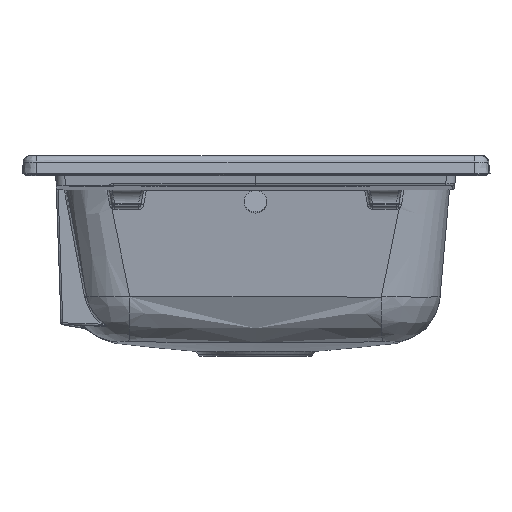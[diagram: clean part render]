
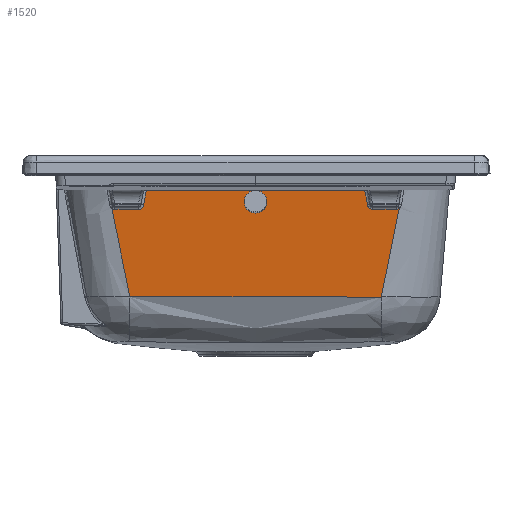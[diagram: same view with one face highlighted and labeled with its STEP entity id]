
A CAD part, left-side view. The second image highlights one B-rep face of the part: STEP entity #1520.
In plain terms, the highlighted planar face has unit normal (-0.996, 0, -0.087).
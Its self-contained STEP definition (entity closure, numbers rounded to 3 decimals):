
#82=FACE_BOUND('',#2502,.T.);
#83=FACE_BOUND('',#2503,.T.);
#418=PLANE('',#7165);
#722=CIRCLE('',#7092,12.5);
#905=LINE('',#25580,#1073);
#906=LINE('',#25582,#1074);
#907=LINE('',#25584,#1075);
#908=LINE('',#25588,#1076);
#909=LINE('',#25616,#1077);
#1073=VECTOR('',#7951,1.);
#1074=VECTOR('',#7952,1.);
#1075=VECTOR('',#7955,1.);
#1076=VECTOR('',#7958,1.);
#1077=VECTOR('',#7963,1.);
#1520=ADVANCED_FACE('',(#82,#83),#418,.T.);
#2502=EDGE_LOOP('',(#4332,#4333,#4334,#4335,#4336,#4337,#4338,#4339,#4340,
#4341,#4342,#4343,#4344,#4345,#4346,#4347));
#2503=EDGE_LOOP('',(#4348));
#4332=ORIENTED_EDGE('',*,*,#5242,.T.);
#4333=ORIENTED_EDGE('',*,*,#6009,.T.);
#4334=ORIENTED_EDGE('',*,*,#6011,.T.);
#4335=ORIENTED_EDGE('',*,*,#6013,.T.);
#4336=ORIENTED_EDGE('',*,*,#6014,.T.);
#4337=ORIENTED_EDGE('',*,*,#5999,.T.);
#4338=ORIENTED_EDGE('',*,*,#6151,.F.);
#4339=ORIENTED_EDGE('',*,*,#6152,.F.);
#4340=ORIENTED_EDGE('',*,*,#6153,.F.);
#4341=ORIENTED_EDGE('',*,*,#6138,.T.);
#4342=ORIENTED_EDGE('',*,*,#6137,.T.);
#4343=ORIENTED_EDGE('',*,*,#6002,.T.);
#4344=ORIENTED_EDGE('',*,*,#6004,.T.);
#4345=ORIENTED_EDGE('',*,*,#6006,.T.);
#4346=ORIENTED_EDGE('',*,*,#6008,.T.);
#4347=ORIENTED_EDGE('',*,*,#6007,.T.);
#4348=ORIENTED_EDGE('',*,*,#6015,.T.);
#4651=VERTEX_POINT('',#9310);
#4652=VERTEX_POINT('',#9315);
#5076=VERTEX_POINT('',#25340);
#5086=VERTEX_POINT('',#25510);
#5087=VERTEX_POINT('',#25515);
#5088=VERTEX_POINT('',#25530);
#5089=VERTEX_POINT('',#25548);
#5090=VERTEX_POINT('',#25555);
#5091=VERTEX_POINT('',#25581);
#5092=VERTEX_POINT('',#25585);
#5093=VERTEX_POINT('',#25587);
#5094=VERTEX_POINT('',#25591);
#5095=VERTEX_POINT('',#25619);
#5163=VERTEX_POINT('',#26873);
#5164=VERTEX_POINT('',#26882);
#5170=VERTEX_POINT('',#27092);
#5171=VERTEX_POINT('',#27097);
#5242=EDGE_CURVE('',#4652,#4651,#6270,.T.);
#5999=EDGE_CURVE('',#5087,#5086,#6655,.T.);
#6002=EDGE_CURVE('',#5076,#5088,#6656,.T.);
#6004=EDGE_CURVE('',#5088,#5089,#6657,.T.);
#6006=EDGE_CURVE('',#5089,#5090,#6658,.T.);
#6007=EDGE_CURVE('',#5091,#4652,#905,.T.);
#6008=EDGE_CURVE('',#5090,#5091,#906,.T.);
#6009=EDGE_CURVE('',#4651,#5092,#907,.T.);
#6011=EDGE_CURVE('',#5092,#5093,#908,.T.);
#6013=EDGE_CURVE('',#5093,#5094,#6659,.T.);
#6014=EDGE_CURVE('',#5094,#5087,#909,.T.);
#6015=EDGE_CURVE('',#5095,#5095,#722,.T.);
#6137=EDGE_CURVE('',#5163,#5076,#6712,.T.);
#6138=EDGE_CURVE('',#5164,#5163,#6713,.T.);
#6151=EDGE_CURVE('',#5170,#5086,#6722,.T.);
#6152=EDGE_CURVE('',#5171,#5170,#6723,.T.);
#6153=EDGE_CURVE('',#5164,#5171,#6724,.T.);
#6270=B_SPLINE_CURVE_WITH_KNOTS('',3,(#9311,#9312,#9313,#9314),
 .UNSPECIFIED.,.F.,.F.,(4,4),(0.,1.),.UNSPECIFIED.);
#6655=B_SPLINE_CURVE_WITH_KNOTS('',3,(#25511,#25512,#25513,#25514),
 .UNSPECIFIED.,.F.,.F.,(4,4),(0.,1.),.UNSPECIFIED.);
#6656=B_SPLINE_CURVE_WITH_KNOTS('',3,(#25531,#25532,#25533,#25534),
 .UNSPECIFIED.,.F.,.F.,(4,4),(0.,1.),.UNSPECIFIED.);
#6657=B_SPLINE_CURVE_WITH_KNOTS('',3,(#25549,#25550,#25551,#25552),
 .UNSPECIFIED.,.F.,.F.,(4,4),(0.,1.),.UNSPECIFIED.);
#6658=B_SPLINE_CURVE_WITH_KNOTS('',3,(#25556,#25557,#25558,#25559,#25560,
#25561),.UNSPECIFIED.,.F.,.F.,(4,2,4),(0.,0.5,1.),.UNSPECIFIED.);
#6659=B_SPLINE_CURVE_WITH_KNOTS('',3,(#25592,#25593,#25594,#25595,#25596,
#25597),.UNSPECIFIED.,.F.,.F.,(4,2,4),(0.,0.5,1.),
 .UNSPECIFIED.);
#6712=B_SPLINE_CURVE_WITH_KNOTS('',3,(#26865,#26866,#26867,#26868,#26869,
#26870,#26871,#26872),.UNSPECIFIED.,.F.,.F.,(4,2,2,4),(0.,0.448,
0.669,1.),.UNSPECIFIED.);
#6713=B_SPLINE_CURVE_WITH_KNOTS('',3,(#26874,#26875,#26876,#26877,#26878,
#26879,#26880,#26881),.UNSPECIFIED.,.F.,.F.,(4,2,2,4),(0.,0.448,
0.669,1.),.UNSPECIFIED.);
#6722=B_SPLINE_CURVE_WITH_KNOTS('',3,(#27088,#27089,#27090,#27091),
 .UNSPECIFIED.,.F.,.F.,(4,4),(0.,1.),.UNSPECIFIED.);
#6723=B_SPLINE_CURVE_WITH_KNOTS('',3,(#27093,#27094,#27095,#27096),
 .UNSPECIFIED.,.F.,.F.,(4,4),(0.,1.),.UNSPECIFIED.);
#6724=B_SPLINE_CURVE_WITH_KNOTS('',3,(#27098,#27099,#27100,#27101,#27102,
#27103,#27104,#27105,#27106,#27107),.UNSPECIFIED.,.F.,.F.,(4,2,2,2,4),(0.,
0.25,0.5,0.75,1.),.UNSPECIFIED.);
#7092=AXIS2_PLACEMENT_3D('',#25618,#7966,#7967);
#7165=AXIS2_PLACEMENT_3D('',#27108,#8136,#8137);
#7951=DIRECTION('',(-0.086,0.179,0.98));
#7952=DIRECTION('',(-0.086,0.179,0.98));
#7955=DIRECTION('',(0.086,0.179,-0.98));
#7958=DIRECTION('',(0.086,0.179,-0.98));
#7963=DIRECTION('',(0.,1.,0.));
#7966=DIRECTION('',(0.996,0.,0.087));
#7967=DIRECTION('',(-0.087,0.,0.996));
#8136=DIRECTION('',(-0.996,0.,-0.087));
#8137=DIRECTION('',(-0.087,0.,0.996));
#9310=CARTESIAN_POINT('',(-3.759,119.905,-37.661));
#9311=CARTESIAN_POINT('',(-3.759,-119.904,-37.661));
#9312=CARTESIAN_POINT('',(-3.759,-39.968,-37.661));
#9313=CARTESIAN_POINT('',(-3.759,39.968,-37.661));
#9314=CARTESIAN_POINT('',(-3.759,119.904,-37.661));
#9315=CARTESIAN_POINT('',(-3.759,-119.904,-37.661));
#25340=CARTESIAN_POINT('',(-2.015,-157.675,-57.59));
#25510=CARTESIAN_POINT('',(-2.015,157.675,-57.59));
#25511=CARTESIAN_POINT('',(-1.924,154.302,-58.627));
#25512=CARTESIAN_POINT('',(-1.924,155.498,-58.627));
#25513=CARTESIAN_POINT('',(-1.956,156.688,-58.26));
#25514=CARTESIAN_POINT('',(-2.015,157.675,-57.59));
#25515=CARTESIAN_POINT('',(-1.924,154.302,-58.627));
#25530=CARTESIAN_POINT('',(-1.924,-154.302,-58.627));
#25531=CARTESIAN_POINT('',(-2.015,-157.675,-57.59));
#25532=CARTESIAN_POINT('',(-1.956,-156.688,-58.26));
#25533=CARTESIAN_POINT('',(-1.924,-155.491,-58.627));
#25534=CARTESIAN_POINT('',(-1.924,-154.302,-58.627));
#25548=CARTESIAN_POINT('',(-1.924,-128.729,-58.627));
#25549=CARTESIAN_POINT('',(-1.924,-154.302,-58.627));
#25550=CARTESIAN_POINT('',(-1.924,-145.778,-58.627));
#25551=CARTESIAN_POINT('',(-1.924,-137.253,-58.627));
#25552=CARTESIAN_POINT('',(-1.924,-128.729,-58.627));
#25555=CARTESIAN_POINT('',(-2.355,-122.826,-53.702));
#25556=CARTESIAN_POINT('',(-1.924,-128.729,-58.627));
#25557=CARTESIAN_POINT('',(-1.924,-127.337,-58.627));
#25558=CARTESIAN_POINT('',(-1.969,-125.948,-58.121));
#25559=CARTESIAN_POINT('',(-2.124,-123.82,-56.345));
#25560=CARTESIAN_POINT('',(-2.236,-123.075,-55.068));
#25561=CARTESIAN_POINT('',(-2.355,-122.826,-53.702));
#25580=CARTESIAN_POINT('',(-4.718,-117.906,-26.689));
#25581=CARTESIAN_POINT('',(-3.116,-121.242,-45.007));
#25582=CARTESIAN_POINT('',(-11.773,-103.22,53.946));
#25584=CARTESIAN_POINT('',(-3.094,121.287,-45.256));
#25585=CARTESIAN_POINT('',(-3.116,121.242,-45.007));
#25587=CARTESIAN_POINT('',(-2.355,122.826,-53.702));
#25588=CARTESIAN_POINT('',(-5.588,116.095,-16.747));
#25591=CARTESIAN_POINT('',(-1.924,128.729,-58.627));
#25592=CARTESIAN_POINT('',(-2.355,122.826,-53.702));
#25593=CARTESIAN_POINT('',(-2.236,123.075,-55.068));
#25594=CARTESIAN_POINT('',(-2.124,123.815,-56.34));
#25595=CARTESIAN_POINT('',(-1.968,125.948,-58.122));
#25596=CARTESIAN_POINT('',(-1.924,127.336,-58.627));
#25597=CARTESIAN_POINT('',(-1.924,128.729,-58.627));
#25616=CARTESIAN_POINT('',(-1.924,141.516,-58.627));
#25618=CARTESIAN_POINT('',(-2.66,0.,-50.216));
#25619=CARTESIAN_POINT('',(-1.571,0.,-62.669));
#26865=CARTESIAN_POINT('',(43.281,-52.5,-575.33));
#26866=CARTESIAN_POINT('',(32.065,-78.543,-447.127));
#26867=CARTESIAN_POINT('',(20.849,-104.587,-318.923));
#26868=CARTESIAN_POINT('',(4.106,-143.462,-127.554));
#26869=CARTESIAN_POINT('',(-1.42,-156.294,-64.387));
#26870=CARTESIAN_POINT('',(-15.236,-188.373,93.53));
#26871=CARTESIAN_POINT('',(-23.526,-207.621,188.28));
#26872=CARTESIAN_POINT('',(-31.815,-226.869,283.03));
#26873=CARTESIAN_POINT('',(6.439,-138.046,-154.215));
#26874=CARTESIAN_POINT('',(43.281,-52.5,-575.33));
#26875=CARTESIAN_POINT('',(32.065,-78.543,-447.127));
#26876=CARTESIAN_POINT('',(20.849,-104.587,-318.923));
#26877=CARTESIAN_POINT('',(4.106,-143.462,-127.554));
#26878=CARTESIAN_POINT('',(-1.42,-156.294,-64.387));
#26879=CARTESIAN_POINT('',(-15.236,-188.373,93.53));
#26880=CARTESIAN_POINT('',(-23.526,-207.621,188.28));
#26881=CARTESIAN_POINT('',(-31.815,-226.869,283.03));
#26882=CARTESIAN_POINT('',(6.486,-137.935,-154.76));
#27088=CARTESIAN_POINT('',(6.434,138.057,-154.161));
#27089=CARTESIAN_POINT('',(3.618,144.596,-121.971));
#27090=CARTESIAN_POINT('',(0.801,151.135,-89.78));
#27091=CARTESIAN_POINT('',(-2.015,157.675,-57.59));
#27092=CARTESIAN_POINT('',(6.434,138.057,-154.161));
#27093=CARTESIAN_POINT('',(6.477,137.957,-154.651));
#27094=CARTESIAN_POINT('',(6.462,137.99,-154.488));
#27095=CARTESIAN_POINT('',(6.448,138.024,-154.325));
#27096=CARTESIAN_POINT('',(6.434,138.057,-154.161));
#27097=CARTESIAN_POINT('',(6.477,137.955,-154.651));
#27098=CARTESIAN_POINT('',(6.486,-137.935,-154.76));
#27099=CARTESIAN_POINT('',(6.522,-114.944,-155.173));
#27100=CARTESIAN_POINT('',(6.542,-91.953,-155.401));
#27101=CARTESIAN_POINT('',(6.58,-45.971,-155.833));
#27102=CARTESIAN_POINT('',(6.59,-22.98,-155.948));
#27103=CARTESIAN_POINT('',(6.589,23.003,-155.937));
#27104=CARTESIAN_POINT('',(6.576,45.994,-155.79));
#27105=CARTESIAN_POINT('',(6.536,91.975,-155.329));
#27106=CARTESIAN_POINT('',(6.513,114.966,-155.07));
#27107=CARTESIAN_POINT('',(6.477,137.957,-154.651));
#27108=CARTESIAN_POINT('',(-6.947,202.,-1.22));
